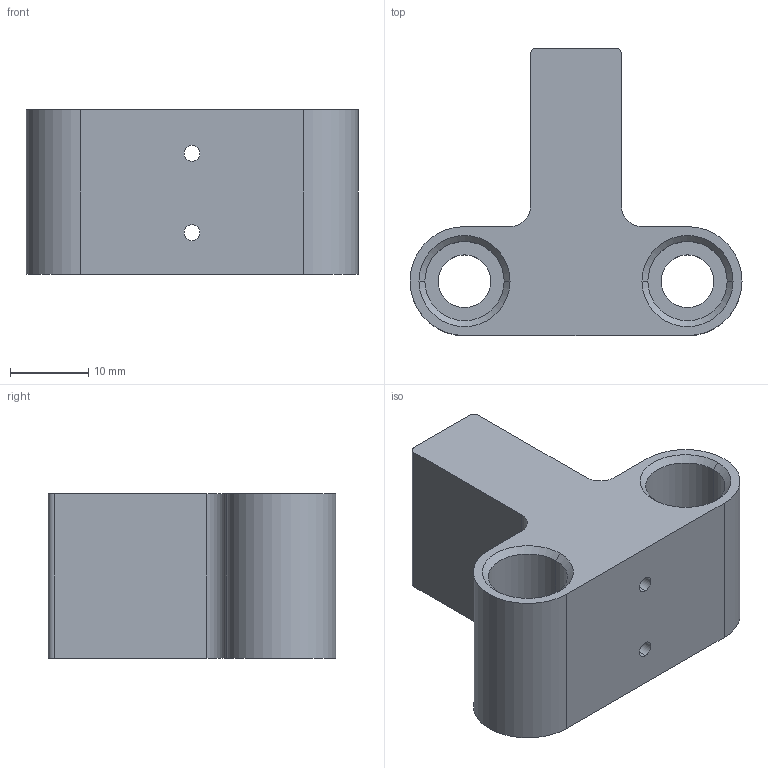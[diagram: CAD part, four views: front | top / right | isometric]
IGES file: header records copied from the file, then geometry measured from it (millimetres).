
Start section: SolidWorks IGES file using NURBS representation for surfaces
Global section: file name: whyachi power switch LED holder IGS.IGS; native system: SolidWorks 2013; preprocessor: SolidWorks 2013; author: Hal Rucker; date: 160224.085908; units: inch
Bounding box: 42.55 x 36.83 x 21.08 mm (x, y, z)
Volume: 14516 mm3; surface area: 6107.3 mm2
Topology: 1 solids, 1 shells, 33 faces, 83 edges, 54 vertices
Faces by surface type: bspline 33
